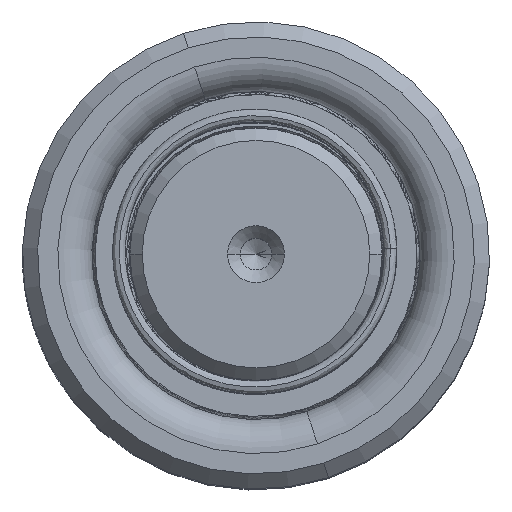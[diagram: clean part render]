
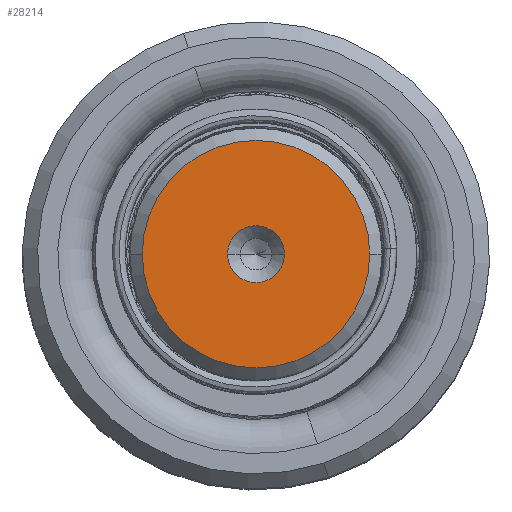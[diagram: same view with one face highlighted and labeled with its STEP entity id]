
A CAD part, top view. The second image highlights one B-rep face of the part: STEP entity #28214.
In plain terms, the highlighted planar face has unit normal (0, 0, 1).
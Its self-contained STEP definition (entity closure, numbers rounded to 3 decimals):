
#179 = ORIENTED_EDGE ( 'NONE', *, *, #9888, .T. ) ;
#1891 = DIRECTION ( 'NONE',  ( 0., 0., 1. ) ) ;
#2321 = DIRECTION ( 'NONE',  ( 1., 0., 0. ) ) ;
#2853 = DIRECTION ( 'NONE',  ( 1., 0., 0. ) ) ;
#2986 = CARTESIAN_POINT ( 'NONE',  ( 0., 0., 110. ) ) ;
#3795 = VERTEX_POINT ( 'NONE', #9422 ) ;
#3931 = EDGE_CURVE ( 'NONE', #27951, #19083, #13954, .T. ) ;
#4423 = EDGE_LOOP ( 'NONE', ( #16491, #179 ) ) ;
#4554 = CIRCLE ( 'NONE', #19991, 2.25 ) ;
#4962 = DIRECTION ( 'NONE',  ( 0., 0., 1. ) ) ;
#5258 = EDGE_CURVE ( 'NONE', #11348, #3795, #9410, .T. ) ;
#6225 = CARTESIAN_POINT ( 'NONE',  ( -2.25, 0., 110. ) ) ;
#7906 = CARTESIAN_POINT ( 'NONE',  ( 0., 0., 110. ) ) ;
#9303 = FACE_OUTER_BOUND ( 'NONE', #4423, .T. ) ;
#9410 = CIRCLE ( 'NONE', #19122, 9.009 ) ;
#9422 = CARTESIAN_POINT ( 'NONE',  ( 9.009, 0., 110. ) ) ;
#9888 = EDGE_CURVE ( 'NONE', #3795, #11348, #30571, .T. ) ;
#10395 = CARTESIAN_POINT ( 'NONE',  ( 0., 0., 110. ) ) ;
#11348 = VERTEX_POINT ( 'NONE', #22794 ) ;
#13852 = FACE_BOUND ( 'NONE', #15541, .T. ) ;
#13954 = CIRCLE ( 'NONE', #22029, 2.25 ) ;
#14126 = AXIS2_PLACEMENT_3D ( 'NONE', #10395, #4962, #36380 ) ;
#14405 = DIRECTION ( 'NONE',  ( 0., 0., 1. ) ) ;
#15541 = EDGE_LOOP ( 'NONE', ( #20272, #16973 ) ) ;
#16491 = ORIENTED_EDGE ( 'NONE', *, *, #5258, .T. ) ;
#16764 = CARTESIAN_POINT ( 'NONE',  ( 2.25, 0., 110. ) ) ;
#16973 = ORIENTED_EDGE ( 'NONE', *, *, #17647, .F. ) ;
#17647 = EDGE_CURVE ( 'NONE', #19083, #27951, #4554, .T. ) ;
#19083 = VERTEX_POINT ( 'NONE', #6225 ) ;
#19122 = AXIS2_PLACEMENT_3D ( 'NONE', #28970, #14405, #25688 ) ;
#19991 = AXIS2_PLACEMENT_3D ( 'NONE', #21667, #1891, #33719 ) ;
#20065 = DIRECTION ( 'NONE',  ( 0., 0., 1. ) ) ;
#20272 = ORIENTED_EDGE ( 'NONE', *, *, #3931, .F. ) ;
#21667 = CARTESIAN_POINT ( 'NONE',  ( 0., 0., 110. ) ) ;
#22029 = AXIS2_PLACEMENT_3D ( 'NONE', #7906, #30923, #2321 ) ;
#22794 = CARTESIAN_POINT ( 'NONE',  ( -9.009, 0., 110. ) ) ;
#25688 = DIRECTION ( 'NONE',  ( 1., 0., 0. ) ) ;
#27951 = VERTEX_POINT ( 'NONE', #16764 ) ;
#28214 = ADVANCED_FACE ( 'NONE', ( #13852, #9303 ), #33850, .T. ) ;
#28970 = CARTESIAN_POINT ( 'NONE',  ( 0., 0., 110. ) ) ;
#30571 = CIRCLE ( 'NONE', #31744, 9.009 ) ;
#30923 = DIRECTION ( 'NONE',  ( 0., 0., 1. ) ) ;
#31744 = AXIS2_PLACEMENT_3D ( 'NONE', #2986, #20065, #2853 ) ;
#33719 = DIRECTION ( 'NONE',  ( 1., 0., 0. ) ) ;
#33850 = PLANE ( 'NONE',  #14126 ) ;
#36380 = DIRECTION ( 'NONE',  ( 1., 0., 0. ) ) ;
